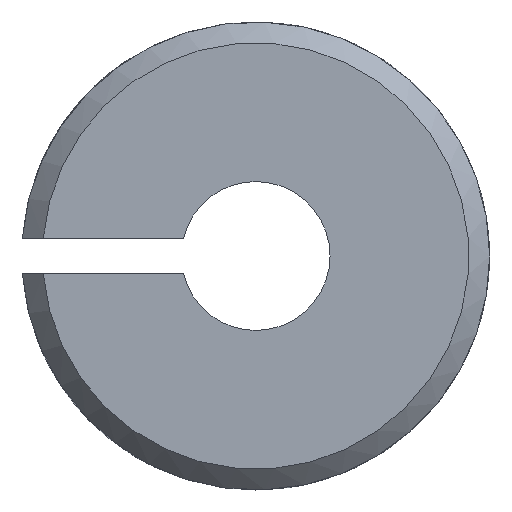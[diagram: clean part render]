
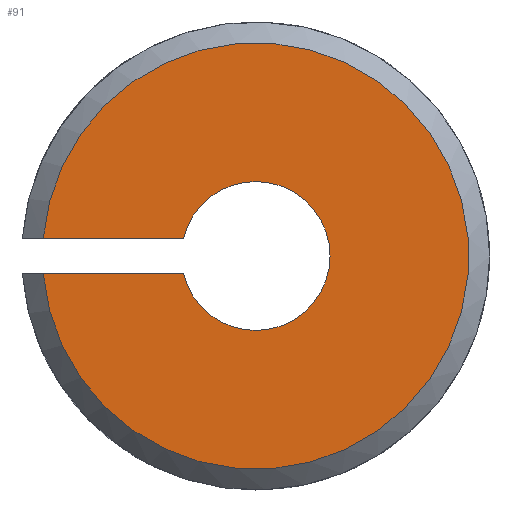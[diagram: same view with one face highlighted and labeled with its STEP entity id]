
A CAD part, front view. The second image highlights one B-rep face of the part: STEP entity #91.
In plain terms, the highlighted planar face has unit normal (0, -1, 0).
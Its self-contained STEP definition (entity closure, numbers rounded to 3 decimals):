
#13 = DIRECTION ( 'NONE',  ( 1., 0., 0. ) ) ;
#21 = DIRECTION ( 'NONE',  ( 0., -1., 0. ) ) ;
#28 = DIRECTION ( 'NONE',  ( 0., -1., 0. ) ) ;
#38 = DIRECTION ( 'NONE',  ( 1., 0., 0. ) ) ;
#44 = CARTESIAN_POINT ( 'NONE',  ( 0., 0., 0. ) ) ;
#53 = CARTESIAN_POINT ( 'NONE',  ( 0., 0., 0. ) ) ;
#83 = DIRECTION ( 'NONE',  ( 1., 0., 0. ) ) ;
#91 = ADVANCED_FACE ( 'NONE', ( #504 ), #228, .T. ) ;
#121 = CIRCLE ( 'NONE', #392, 9.093 ) ;
#122 = CARTESIAN_POINT ( 'NONE',  ( -3.082, 0., -0.762 ) ) ;
#176 = CARTESIAN_POINT ( 'NONE',  ( -9.061, 0., 0.762 ) ) ;
#198 = VECTOR ( 'NONE', #508, 1000. ) ;
#211 = AXIS2_PLACEMENT_3D ( 'NONE', #243, #28, #83 ) ;
#228 = PLANE ( 'NONE',  #211 ) ;
#243 = CARTESIAN_POINT ( 'NONE',  ( 0., 0., 0. ) ) ;
#272 = VERTEX_POINT ( 'NONE', #176 ) ;
#295 = EDGE_CURVE ( 'NONE', #605, #272, #121, .T. ) ;
#362 = EDGE_LOOP ( 'NONE', ( #373, #704, #514, #622 ) ) ;
#373 = ORIENTED_EDGE ( 'NONE', *, *, #449, .T. ) ;
#392 = AXIS2_PLACEMENT_3D ( 'NONE', #53, #21, #13 ) ;
#419 = EDGE_CURVE ( 'NONE', #456, #561, #817, .T. ) ;
#437 = CARTESIAN_POINT ( 'NONE',  ( -9.061, 0., -0.762 ) ) ;
#449 = EDGE_CURVE ( 'NONE', #561, #605, #744, .T. ) ;
#456 = VERTEX_POINT ( 'NONE', #876 ) ;
#484 = VECTOR ( 'NONE', #38, 1000. ) ;
#491 = EDGE_CURVE ( 'NONE', #272, #456, #679, .T. ) ;
#504 = FACE_OUTER_BOUND ( 'NONE', #362, .T. ) ;
#508 = DIRECTION ( 'NONE',  ( -1., 0., 0. ) ) ;
#514 = ORIENTED_EDGE ( 'NONE', *, *, #491, .T. ) ;
#561 = VERTEX_POINT ( 'NONE', #122 ) ;
#592 = CARTESIAN_POINT ( 'NONE',  ( -3.082, 0., -0.762 ) ) ;
#605 = VERTEX_POINT ( 'NONE', #437 ) ;
#622 = ORIENTED_EDGE ( 'NONE', *, *, #419, .T. ) ;
#679 = LINE ( 'NONE', #870, #484 ) ;
#681 = AXIS2_PLACEMENT_3D ( 'NONE', #44, #887, #749 ) ;
#704 = ORIENTED_EDGE ( 'NONE', *, *, #295, .T. ) ;
#744 = LINE ( 'NONE', #592, #198 ) ;
#749 = DIRECTION ( 'NONE',  ( -1., 0., 0. ) ) ;
#817 = CIRCLE ( 'NONE', #681, 3.175 ) ;
#870 = CARTESIAN_POINT ( 'NONE',  ( -9.953, 0., 0.762 ) ) ;
#876 = CARTESIAN_POINT ( 'NONE',  ( -3.082, 0., 0.762 ) ) ;
#887 = DIRECTION ( 'NONE',  ( 0., 1., 0. ) ) ;
